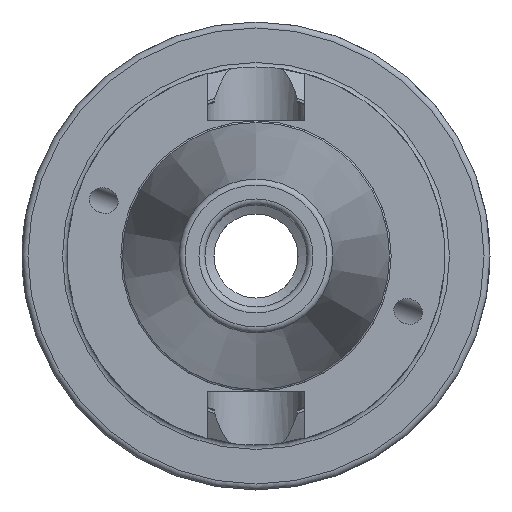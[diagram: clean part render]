
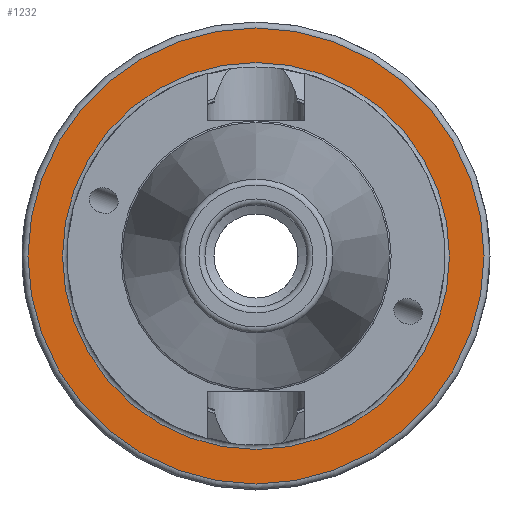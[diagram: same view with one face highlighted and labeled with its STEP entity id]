
A CAD part, left-side view. The second image highlights one B-rep face of the part: STEP entity #1232.
In plain terms, the highlighted planar face has unit normal (-1, 0, 0).
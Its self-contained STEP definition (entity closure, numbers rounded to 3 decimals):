
#1198=CARTESIAN_POINT('',(35.,38.0,0.0));
#1199=VERTEX_POINT('',#1198);
#1200=CARTESIAN_POINT('',(35.,0.,0.0));
#1201=DIRECTION('',(1.0,0.0,0.0));
#1202=DIRECTION('',(0.0,-1.0,0.0));
#1203=AXIS2_PLACEMENT_3D('',#1200,#1201,#1202);
#1204=CIRCLE('',#1203,38.0);
#1205=EDGE_CURVE('',#1199,#1199,#1204,.T.);
#1213=CARTESIAN_POINT('',(35.,35.125,0.0));
#1214=DIRECTION('',(-1.0,0.0,0.0));
#1215=DIRECTION('',(0.0,0.0,1.0));
#1216=AXIS2_PLACEMENT_3D('',#1213,#1214,#1215);
#1217=PLANE('',#1216);
#1218=ORIENTED_EDGE('',*,*,#1205,.F.);
#1219=EDGE_LOOP('',(#1218));
#1220=FACE_OUTER_BOUND('',#1219,.T.);
#1221=CARTESIAN_POINT('',(35.,32.25,0.));
#1222=VERTEX_POINT('',#1221);
#1223=CARTESIAN_POINT('',(35.,0.,0.0));
#1224=DIRECTION('',(-1.0,0.0,0.0));
#1225=DIRECTION('',(0.0,-1.0,0.0));
#1226=AXIS2_PLACEMENT_3D('',#1223,#1224,#1225);
#1227=CIRCLE('',#1226,32.25);
#1228=EDGE_CURVE('',#1222,#1222,#1227,.T.);
#1229=ORIENTED_EDGE('',*,*,#1228,.F.);
#1230=EDGE_LOOP('',(#1229));
#1231=FACE_BOUND('',#1230,.T.);
#1232=ADVANCED_FACE('',(#1220,#1231),#1217,.T.);
